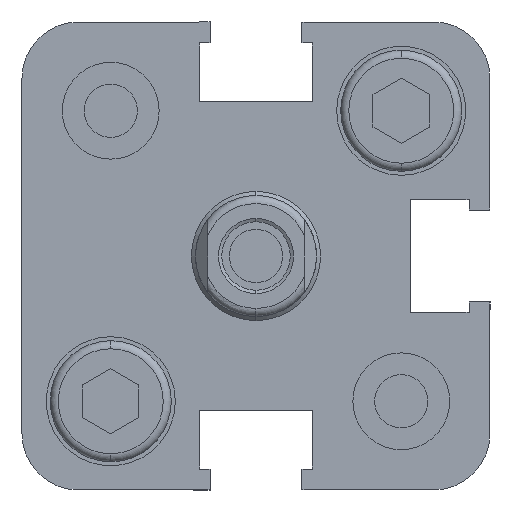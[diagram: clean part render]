
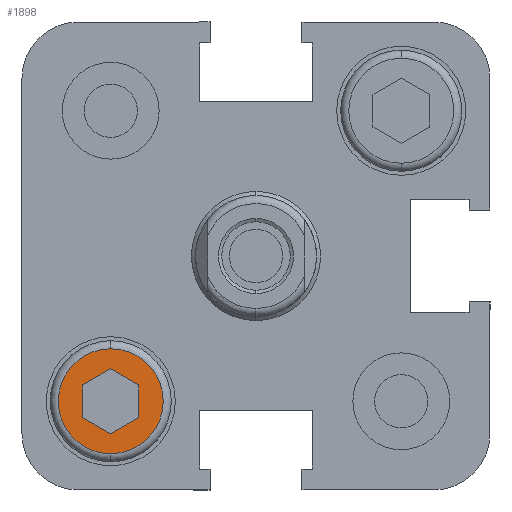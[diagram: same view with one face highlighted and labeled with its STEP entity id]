
A CAD part, left-side view. The second image highlights one B-rep face of the part: STEP entity #1898.
In plain terms, the highlighted planar face has unit normal (-1, 0, 0).
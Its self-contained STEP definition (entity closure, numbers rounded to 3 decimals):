
#227 = AXIS2_PLACEMENT_3D ( 'NONE', #2603, #2631, #2632 ) ;
#417 = EDGE_CURVE ( 'NONE', #3796, #3675, #4083, .T. ) ;
#591 = EDGE_CURVE ( 'NONE', #3675, #3796, #4370, .T. ) ;
#597 = EDGE_CURVE ( 'NONE', #3667, #3761, #4379, .T. ) ;
#598 = EDGE_CURVE ( 'NONE', #3730, #3740, #4369, .T. ) ;
#599 = EDGE_CURVE ( 'NONE', #3709, #3730, #4347, .T. ) ;
#600 = EDGE_CURVE ( 'NONE', #3761, #3709, #4368, .T. ) ;
#601 = EDGE_CURVE ( 'NONE', #3771, #3667, #4382, .T. ) ;
#602 = EDGE_CURVE ( 'NONE', #3740, #3771, #4384, .T. ) ;
#777 = AXIS2_PLACEMENT_3D ( 'NONE', #5057, #5047, #5046 ) ;
#1682 = EDGE_LOOP ( 'NONE', ( #2086, #2226, #2197, #2250, #2167, #2175 ) ) ;
#1691 = EDGE_LOOP ( 'NONE', ( #2352, #2182 ) ) ;
#1898 = ADVANCED_FACE ( 'NONE', ( #4885, #4856 ), #5452, .T. ) ;
#2086 = ORIENTED_EDGE ( 'NONE', *, *, #598, .F. ) ;
#2167 = ORIENTED_EDGE ( 'NONE', *, *, #601, .F. ) ;
#2175 = ORIENTED_EDGE ( 'NONE', *, *, #602, .F. ) ;
#2182 = ORIENTED_EDGE ( 'NONE', *, *, #591, .T. ) ;
#2197 = ORIENTED_EDGE ( 'NONE', *, *, #600, .F. ) ;
#2226 = ORIENTED_EDGE ( 'NONE', *, *, #599, .F. ) ;
#2250 = ORIENTED_EDGE ( 'NONE', *, *, #597, .F. ) ;
#2352 = ORIENTED_EDGE ( 'NONE', *, *, #417, .T. ) ;
#2603 = CARTESIAN_POINT ( 'NONE',  ( 0.5, 9., -9. ) ) ;
#2608 = CARTESIAN_POINT ( 'NONE',  ( 0.5, 10.75, -7.99 ) ) ;
#2631 = DIRECTION ( 'NONE',  ( -1., 0., 0. ) ) ;
#2632 = DIRECTION ( 'NONE',  ( 0., 0., 1. ) ) ;
#2643 = CARTESIAN_POINT ( 'NONE',  ( 0.5, 7.25, -10.01 ) ) ;
#2644 = DIRECTION ( 'NONE',  ( 0., 0., 1. ) ) ;
#2645 = CARTESIAN_POINT ( 'NONE',  ( 0.5, 9., -6.979 ) ) ;
#2646 = DIRECTION ( 'NONE',  ( 0., 0., -1. ) ) ;
#2647 = CARTESIAN_POINT ( 'NONE',  ( 0.5, 7.25, -7.99 ) ) ;
#2648 = DIRECTION ( 'NONE',  ( 0., 0.866, -0.5 ) ) ;
#2649 = CARTESIAN_POINT ( 'NONE',  ( 0.5, 9., -11.021 ) ) ;
#2650 = DIRECTION ( 'NONE',  ( 0., 0.866, 0.5 ) ) ;
#2652 = CARTESIAN_POINT ( 'NONE',  ( 0.5, 10.75, -10.01 ) ) ;
#2653 = DIRECTION ( 'NONE',  ( 0., -0.866, 0.5 ) ) ;
#2656 = DIRECTION ( 'NONE',  ( 0., -0.866, -0.5 ) ) ;
#3667 = VERTEX_POINT ( 'NONE', #5598 ) ;
#3675 = VERTEX_POINT ( 'NONE', #5619 ) ;
#3709 = VERTEX_POINT ( 'NONE', #5652 ) ;
#3730 = VERTEX_POINT ( 'NONE', #5672 ) ;
#3740 = VERTEX_POINT ( 'NONE', #5682 ) ;
#3761 = VERTEX_POINT ( 'NONE', #5703 ) ;
#3771 = VERTEX_POINT ( 'NONE', #5713 ) ;
#3796 = VERTEX_POINT ( 'NONE', #5738 ) ;
#4083 = CIRCLE ( 'NONE', #777, 3.25 ) ;
#4347 = LINE ( 'NONE', #2645, #4383 ) ;
#4368 = LINE ( 'NONE', #2647, #4385 ) ;
#4369 = LINE ( 'NONE', #2608, #4381 ) ;
#4370 = CIRCLE ( 'NONE', #227, 3.25 ) ;
#4379 = LINE ( 'NONE', #2643, #4380 ) ;
#4380 = VECTOR ( 'NONE', #2644, 1000. ) ;
#4381 = VECTOR ( 'NONE', #2646, 1000. ) ;
#4382 = LINE ( 'NONE', #2649, #4387 ) ;
#4383 = VECTOR ( 'NONE', #2648, 1000. ) ;
#4384 = LINE ( 'NONE', #2652, #4389 ) ;
#4385 = VECTOR ( 'NONE', #2650, 1000. ) ;
#4387 = VECTOR ( 'NONE', #2653, 1000. ) ;
#4389 = VECTOR ( 'NONE', #2656, 1000. ) ;
#4856 = FACE_BOUND ( 'NONE', #1682, .T. ) ;
#4885 = FACE_OUTER_BOUND ( 'NONE', #1691, .T. ) ;
#5046 = DIRECTION ( 'NONE',  ( 0., 0., 1. ) ) ;
#5047 = DIRECTION ( 'NONE',  ( -1., 0., 0. ) ) ;
#5057 = CARTESIAN_POINT ( 'NONE',  ( 0.5, 9., -9. ) ) ;
#5191 = AXIS2_PLACEMENT_3D ( 'NONE', #5444, #5453, #5454 ) ;
#5444 = CARTESIAN_POINT ( 'NONE',  ( 0.5, 9., -9. ) ) ;
#5452 = PLANE ( 'NONE',  #5191 ) ;
#5453 = DIRECTION ( 'NONE',  ( -1., 0., 0. ) ) ;
#5454 = DIRECTION ( 'NONE',  ( 0., 0., 1. ) ) ;
#5598 = CARTESIAN_POINT ( 'NONE',  ( 0.5, 7.25, -10.01 ) ) ;
#5619 = CARTESIAN_POINT ( 'NONE',  ( 0.5, 9., -12.25 ) ) ;
#5652 = CARTESIAN_POINT ( 'NONE',  ( 0.5, 9., -6.979 ) ) ;
#5672 = CARTESIAN_POINT ( 'NONE',  ( 0.5, 10.75, -7.99 ) ) ;
#5682 = CARTESIAN_POINT ( 'NONE',  ( 0.5, 10.75, -10.01 ) ) ;
#5703 = CARTESIAN_POINT ( 'NONE',  ( 0.5, 7.25, -7.99 ) ) ;
#5713 = CARTESIAN_POINT ( 'NONE',  ( 0.5, 9., -11.021 ) ) ;
#5738 = CARTESIAN_POINT ( 'NONE',  ( 0.5, 9., -5.75 ) ) ;
